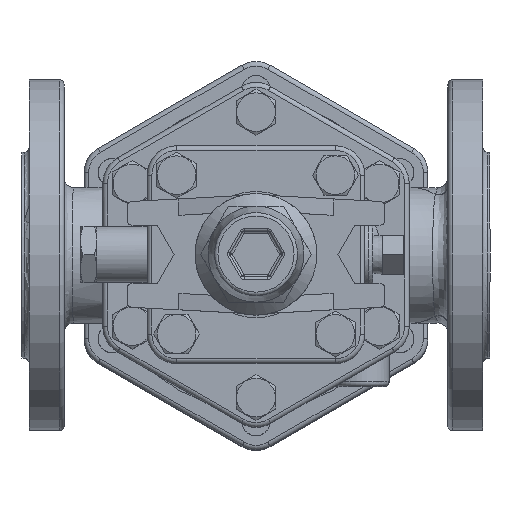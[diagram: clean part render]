
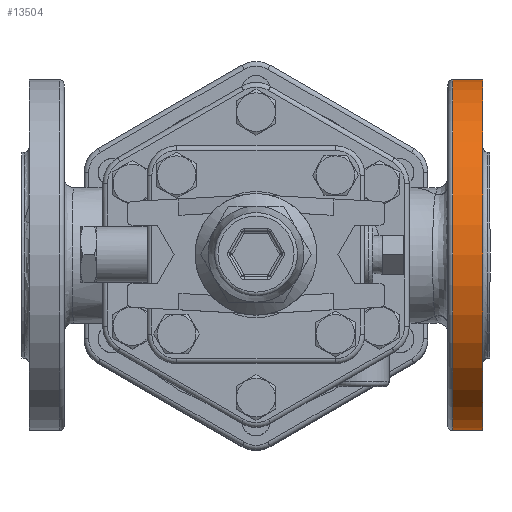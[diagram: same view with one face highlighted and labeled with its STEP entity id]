
A CAD part, top view. The second image highlights one B-rep face of the part: STEP entity #13504.
In plain terms, the highlighted cylindrical face has radius 75 mm (diameter 150 mm), a full revolution.
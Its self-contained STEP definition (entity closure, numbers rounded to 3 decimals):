
#2862=FACE_BOUND('',#4755,.T.);
#3658=FACE_OUTER_BOUND('',#4754,.T.);
#4754=EDGE_LOOP('',(#12209));
#4755=EDGE_LOOP('',(#12210));
#5463=CIRCLE('',#14921,75.);
#5464=CIRCLE('',#14923,75.);
#6744=VERTEX_POINT('',#35798);
#6745=VERTEX_POINT('',#35801);
#8590=EDGE_CURVE('',#6744,#6744,#5463,.T.);
#8591=EDGE_CURVE('',#6745,#6745,#5464,.T.);
#12209=ORIENTED_EDGE('',*,*,#8591,.T.);
#12210=ORIENTED_EDGE('',*,*,#8590,.F.);
#12689=CYLINDRICAL_SURFACE('',#14922,75.);
#13504=ADVANCED_FACE('',(#3658,#2862),#12689,.T.);
#14921=AXIS2_PLACEMENT_3D('',#35799,#18484,#18485);
#14922=AXIS2_PLACEMENT_3D('',#35800,#18486,#18487);
#14923=AXIS2_PLACEMENT_3D('',#35802,#18488,#18489);
#18484=DIRECTION('center_axis',(-1.,0.,0.));
#18485=DIRECTION('ref_axis',(0.,0.,1.));
#18486=DIRECTION('center_axis',(-1.,0.,0.));
#18487=DIRECTION('ref_axis',(0.,0.,1.));
#18488=DIRECTION('center_axis',(-1.,0.,0.));
#18489=DIRECTION('ref_axis',(0.,0.,1.));
#35798=CARTESIAN_POINT('',(84.,0.,33.));
#35799=CARTESIAN_POINT('Origin',(84.,0.,108.));
#35800=CARTESIAN_POINT('Origin',(100.,0.,108.));
#35801=CARTESIAN_POINT('',(97.,0.,33.));
#35802=CARTESIAN_POINT('Origin',(97.,0.,108.));
